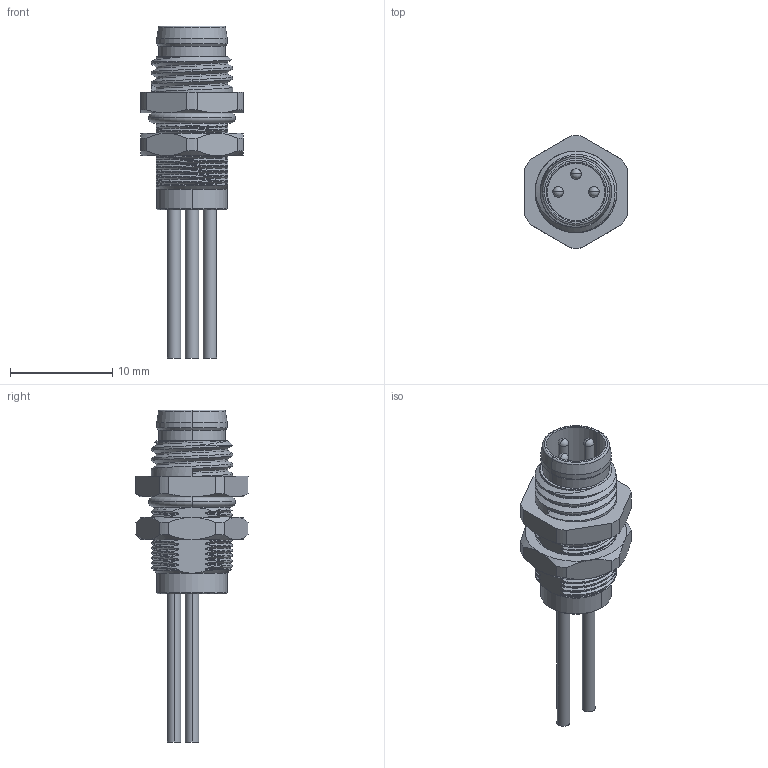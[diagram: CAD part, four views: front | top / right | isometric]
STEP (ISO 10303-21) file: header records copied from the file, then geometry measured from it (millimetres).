
FILE_DESCRIPTION((''),'2;1');
FILE_NAME('PRT0001','2023-06-13T',('gongchengVI'),(''),'PRO/ENGINEER BY PARAMETRIC TECHNOLOGY CORPORATION, 2010280','PRO/ENGINEER BY PARAMETRIC TECHNOLOGY CORPORATION, 2010280','');
FILE_SCHEMA(('CONFIG_CONTROL_DESIGN'));
Length unit declared in the file: millimetre
Products named in the file (1): PRT0001
Bounding box: 10 x 10.99 x 32.5 mm (x, y, z)
Surface area: 2354.3 mm2 (no closed solid volume)
Topology: 0 solids, 11 shells, 425 faces, 1051 edges, 662 vertices
Faces by surface type: cylinder 147, plane 97, bspline 90, cone 73, torus 12, sphere 6
Entity records: 27738 total; most frequent: CARTESIAN_POINT 18283, ORIENTED_EDGE 2078, DIRECTION 1733, EDGE_CURVE 1039, AXIS2_PLACEMENT_3D 673, VERTEX_POINT 662, EDGE_LOOP 469, FACE_OUTER_BOUND 425
